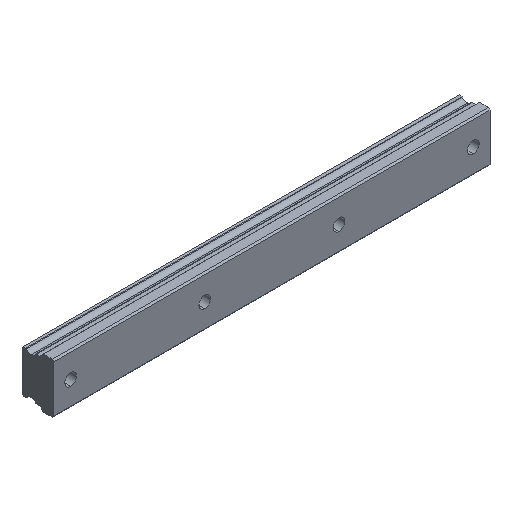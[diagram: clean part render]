
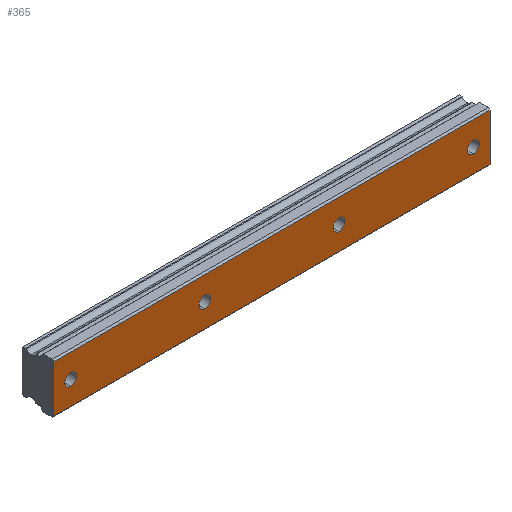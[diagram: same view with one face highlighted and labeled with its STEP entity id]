
A CAD part, isometric view. The second image highlights one B-rep face of the part: STEP entity #365.
In plain terms, the highlighted planar face has unit normal (0, -1, 0).
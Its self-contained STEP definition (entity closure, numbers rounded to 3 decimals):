
#13 = CIRCLE ( 'NONE', #335, 1.75 ) ;
#14 = ORIENTED_EDGE ( 'NONE', *, *, #684, .F. ) ;
#23 = VERTEX_POINT ( 'NONE', #172 ) ;
#28 = CARTESIAN_POINT ( 'NONE',  ( 125., 0., 7. ) ) ;
#32 = FACE_BOUND ( 'NONE', #1330, .T. ) ;
#36 = ORIENTED_EDGE ( 'NONE', *, *, #903, .F. ) ;
#41 = DIRECTION ( 'NONE',  ( 0., -1., 0. ) ) ;
#42 = CARTESIAN_POINT ( 'NONE',  ( 125., 0., 7. ) ) ;
#46 = DIRECTION ( 'NONE',  ( 0., 0., 1. ) ) ;
#48 = CARTESIAN_POINT ( 'NONE',  ( 0., 0., 1.75 ) ) ;
#62 = CARTESIAN_POINT ( 'NONE',  ( 80., 0., 1.75 ) ) ;
#158 = VERTEX_POINT ( 'NONE', #48 ) ;
#172 = CARTESIAN_POINT ( 'NONE',  ( 0., 0., -1.75 ) ) ;
#205 = EDGE_CURVE ( 'NONE', #158, #23, #1334, .T. ) ;
#220 = CARTESIAN_POINT ( 'NONE',  ( 125., 0., 7. ) ) ;
#225 = EDGE_CURVE ( 'NONE', #741, #1318, #615, .T. ) ;
#228 = CARTESIAN_POINT ( 'NONE',  ( 120., 0., 0. ) ) ;
#261 = CARTESIAN_POINT ( 'NONE',  ( 125., 0., -7. ) ) ;
#263 = EDGE_CURVE ( 'NONE', #1412, #1219, #1198, .T. ) ;
#267 = CIRCLE ( 'NONE', #885, 1.75 ) ;
#268 = DIRECTION ( 'NONE',  ( 0., 0., 1. ) ) ;
#275 = DIRECTION ( 'NONE',  ( 0., -1., 0. ) ) ;
#304 = VERTEX_POINT ( 'NONE', #911 ) ;
#335 = AXIS2_PLACEMENT_3D ( 'NONE', #682, #1126, #355 ) ;
#337 = EDGE_LOOP ( 'NONE', ( #889, #780 ) ) ;
#339 = ORIENTED_EDGE ( 'NONE', *, *, #848, .F. ) ;
#340 = CARTESIAN_POINT ( 'NONE',  ( 40., 0., 0. ) ) ;
#341 = DIRECTION ( 'NONE',  ( 1., 0., 0. ) ) ;
#355 = DIRECTION ( 'NONE',  ( 0., 0., 1. ) ) ;
#365 = ADVANCED_FACE ( 'NONE', ( #1250, #812, #1014, #32, #1373 ), #471, .F. ) ;
#374 = AXIS2_PLACEMENT_3D ( 'NONE', #1405, #412, #716 ) ;
#412 = DIRECTION ( 'NONE',  ( 0., -1., 0. ) ) ;
#456 = VECTOR ( 'NONE', #1048, 1000. ) ;
#457 = ORIENTED_EDGE ( 'NONE', *, *, #893, .F. ) ;
#461 = LINE ( 'NONE', #28, #775 ) ;
#466 = DIRECTION ( 'NONE',  ( 0., 0., -1. ) ) ;
#471 = PLANE ( 'NONE',  #1279 ) ;
#477 = EDGE_CURVE ( 'NONE', #23, #158, #745, .T. ) ;
#478 = VECTOR ( 'NONE', #341, 1000. ) ;
#482 = EDGE_CURVE ( 'NONE', #988, #950, #567, .T. ) ;
#496 = AXIS2_PLACEMENT_3D ( 'NONE', #1159, #868, #942 ) ;
#567 = CIRCLE ( 'NONE', #496, 1.75 ) ;
#574 = AXIS2_PLACEMENT_3D ( 'NONE', #1259, #275, #268 ) ;
#592 = CARTESIAN_POINT ( 'NONE',  ( 120., 0., -1.75 ) ) ;
#613 = EDGE_CURVE ( 'NONE', #950, #988, #861, .T. ) ;
#615 = LINE ( 'NONE', #1253, #456 ) ;
#656 = EDGE_LOOP ( 'NONE', ( #457, #858, #1186, #978 ) ) ;
#669 = LINE ( 'NONE', #220, #478 ) ;
#682 = CARTESIAN_POINT ( 'NONE',  ( 80., 0., 0. ) ) ;
#684 = EDGE_CURVE ( 'NONE', #1210, #857, #267, .T. ) ;
#710 = DIRECTION ( 'NONE',  ( -1., 0., 0. ) ) ;
#716 = DIRECTION ( 'NONE',  ( 0., 0., 1. ) ) ;
#741 = VERTEX_POINT ( 'NONE', #1096 ) ;
#745 = CIRCLE ( 'NONE', #374, 1.75 ) ;
#752 = AXIS2_PLACEMENT_3D ( 'NONE', #1134, #805, #46 ) ;
#762 = CARTESIAN_POINT ( 'NONE',  ( 80., 0., -1.75 ) ) ;
#775 = VECTOR ( 'NONE', #466, 1000. ) ;
#777 = EDGE_LOOP ( 'NONE', ( #1406, #1113 ) ) ;
#780 = ORIENTED_EDGE ( 'NONE', *, *, #477, .F. ) ;
#781 = DIRECTION ( 'NONE',  ( 0., 0., 1. ) ) ;
#798 = CARTESIAN_POINT ( 'NONE',  ( 40., 0., 1.75 ) ) ;
#801 = ORIENTED_EDGE ( 'NONE', *, *, #263, .F. ) ;
#805 = DIRECTION ( 'NONE',  ( 0., -1., 0. ) ) ;
#812 = FACE_BOUND ( 'NONE', #337, .T. ) ;
#814 = DIRECTION ( 'NONE',  ( 0., 0., 1. ) ) ;
#824 = CARTESIAN_POINT ( 'NONE',  ( 40., 0., -1.75 ) ) ;
#848 = EDGE_CURVE ( 'NONE', #1219, #1412, #13, .T. ) ;
#857 = VERTEX_POINT ( 'NONE', #798 ) ;
#858 = ORIENTED_EDGE ( 'NONE', *, *, #1098, .F. ) ;
#859 = EDGE_LOOP ( 'NONE', ( #36, #14 ) ) ;
#861 = CIRCLE ( 'NONE', #1324, 1.75 ) ;
#868 = DIRECTION ( 'NONE',  ( 0., -1., 0. ) ) ;
#885 = AXIS2_PLACEMENT_3D ( 'NONE', #340, #1104, #781 ) ;
#889 = ORIENTED_EDGE ( 'NONE', *, *, #205, .F. ) ;
#892 = CARTESIAN_POINT ( 'NONE',  ( 120., 0., 1.75 ) ) ;
#893 = EDGE_CURVE ( 'NONE', #304, #741, #1383, .T. ) ;
#902 = DIRECTION ( 'NONE',  ( 0., 1., 0. ) ) ;
#903 = EDGE_CURVE ( 'NONE', #857, #1210, #930, .T. ) ;
#911 = CARTESIAN_POINT ( 'NONE',  ( 125., 0., -7. ) ) ;
#930 = CIRCLE ( 'NONE', #752, 1.75 ) ;
#942 = DIRECTION ( 'NONE',  ( 0., 0., 1. ) ) ;
#950 = VERTEX_POINT ( 'NONE', #592 ) ;
#978 = ORIENTED_EDGE ( 'NONE', *, *, #225, .F. ) ;
#982 = DIRECTION ( 'NONE',  ( 0., 0., 1. ) ) ;
#988 = VERTEX_POINT ( 'NONE', #892 ) ;
#1014 = FACE_BOUND ( 'NONE', #777, .T. ) ;
#1030 = EDGE_CURVE ( 'NONE', #1318, #1188, #669, .T. ) ;
#1048 = DIRECTION ( 'NONE',  ( 0., 0., 1. ) ) ;
#1052 = VECTOR ( 'NONE', #710, 1000. ) ;
#1096 = CARTESIAN_POINT ( 'NONE',  ( -5., 0., -7. ) ) ;
#1098 = EDGE_CURVE ( 'NONE', #1188, #304, #461, .T. ) ;
#1104 = DIRECTION ( 'NONE',  ( 0., -1., 0. ) ) ;
#1113 = ORIENTED_EDGE ( 'NONE', *, *, #613, .F. ) ;
#1121 = DIRECTION ( 'NONE',  ( 0., -1., 0. ) ) ;
#1126 = DIRECTION ( 'NONE',  ( 0., -1., 0. ) ) ;
#1134 = CARTESIAN_POINT ( 'NONE',  ( 40., 0., 0. ) ) ;
#1159 = CARTESIAN_POINT ( 'NONE',  ( 120., 0., 0. ) ) ;
#1186 = ORIENTED_EDGE ( 'NONE', *, *, #1030, .F. ) ;
#1188 = VERTEX_POINT ( 'NONE', #42 ) ;
#1198 = CIRCLE ( 'NONE', #574, 1.75 ) ;
#1210 = VERTEX_POINT ( 'NONE', #824 ) ;
#1219 = VERTEX_POINT ( 'NONE', #62 ) ;
#1250 = FACE_OUTER_BOUND ( 'NONE', #656, .T. ) ;
#1253 = CARTESIAN_POINT ( 'NONE',  ( -5., 0., 7. ) ) ;
#1259 = CARTESIAN_POINT ( 'NONE',  ( 80., 0., 0. ) ) ;
#1266 = AXIS2_PLACEMENT_3D ( 'NONE', #1271, #41, #814 ) ;
#1269 = CARTESIAN_POINT ( 'NONE',  ( 125., 0., 7. ) ) ;
#1271 = CARTESIAN_POINT ( 'NONE',  ( 0., 0., 0. ) ) ;
#1279 = AXIS2_PLACEMENT_3D ( 'NONE', #1269, #902, #1351 ) ;
#1293 = CARTESIAN_POINT ( 'NONE',  ( -5., 0., 7. ) ) ;
#1318 = VERTEX_POINT ( 'NONE', #1293 ) ;
#1324 = AXIS2_PLACEMENT_3D ( 'NONE', #228, #1121, #982 ) ;
#1330 = EDGE_LOOP ( 'NONE', ( #339, #801 ) ) ;
#1334 = CIRCLE ( 'NONE', #1266, 1.75 ) ;
#1351 = DIRECTION ( 'NONE',  ( 0., 0., 1. ) ) ;
#1373 = FACE_BOUND ( 'NONE', #859, .T. ) ;
#1383 = LINE ( 'NONE', #261, #1052 ) ;
#1405 = CARTESIAN_POINT ( 'NONE',  ( 0., 0., 0. ) ) ;
#1406 = ORIENTED_EDGE ( 'NONE', *, *, #482, .F. ) ;
#1412 = VERTEX_POINT ( 'NONE', #762 ) ;
